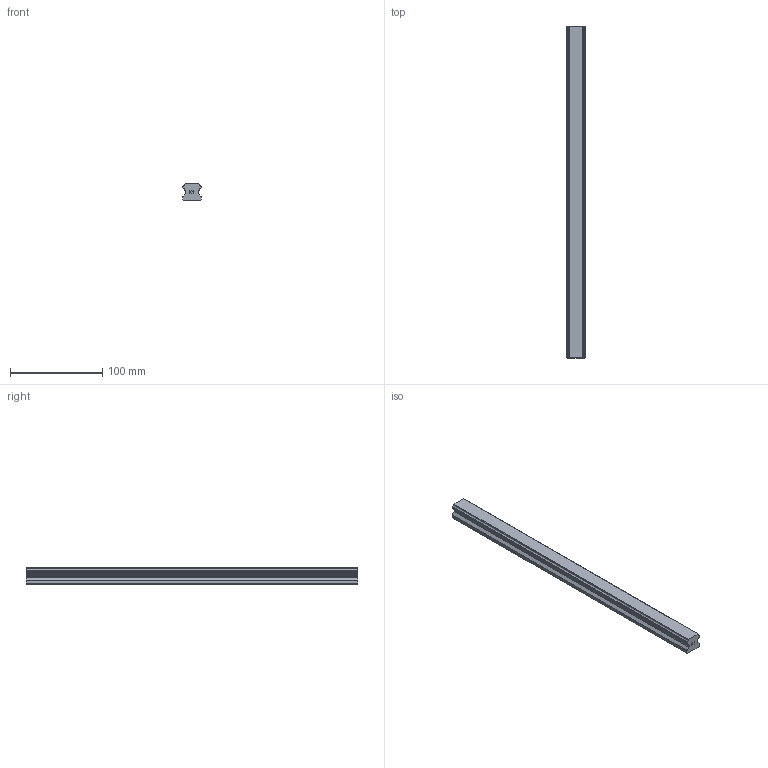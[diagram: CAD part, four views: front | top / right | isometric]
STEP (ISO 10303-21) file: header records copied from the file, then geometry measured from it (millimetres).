
FILE_DESCRIPTION(('STEP AP214'),'1');
FILE_NAME('cctmp_9EBCAAA5-CAA6-4B59-BD2F-C8634E484B9E_2021_01_22_13_11_51_0146..stp','2021-01-22T12:11:51',('HIWIN GmbH'),('CADClick - www.CADClick.com'),'Spatial InterOp 3D',' ','unknown authorization');
FILE_SCHEMA(('AUTOMOTIVE_DESIGN'));
Length unit declared in the file: millimetre
Products named in the file (1): HGR20T360C_FILE
Bounding box: 20 x 360 x 17.5 mm (x, y, z)
Volume: 106326.7 mm3; surface area: 29218.3 mm2
Topology: 1 solids, 1 shells, 131 faces, 363 edges, 232 vertices
Faces by surface type: plane 85, cylinder 34, cone 12
Entity records: 5137 total; most frequent: CARTESIAN_POINT 715, ORIENTED_EDGE 702, DIRECTION 683, EDGE_CURVE 351, LINE 283, VECTOR 283, VERTEX_POINT 232, AXIS2_PLACEMENT_3D 200
